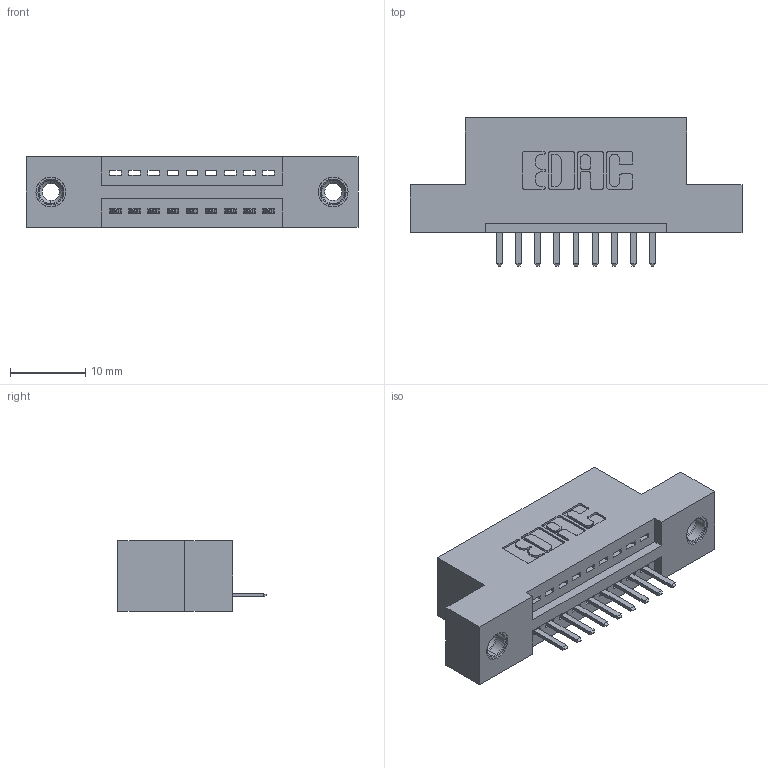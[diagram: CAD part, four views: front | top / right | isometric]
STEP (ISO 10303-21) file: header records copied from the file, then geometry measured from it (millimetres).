
FILE_DESCRIPTION (( 'STEP AP203' ), '1' );
FILE_NAME ('395-009-520-108.STEP', '2019-10-15T19:39:39', ( '' ), ( '' ), 'SwSTEP 2.0', 'SolidWorks 2016', '' );
FILE_SCHEMA (( 'CONFIG_CONTROL_DESIGN' ));
Length unit declared in the file: inch
Products named in the file (4): 345 Part_Flush Mounting Lugs - 0.156 Dia-TI; 345-292-001_345-293-120; 345-250-001_345-250-003-102; 395-009-520-108
Assembly tree (12 placements, depth 2):
  395-009-520-108
    345 Part_Flush Mounting Lugs - 0.156 Dia-TI
    345-292-001_345-293-120  x9
    345-250-001_345-250-003-102  x2
Bounding box: 44.07 x 19.68 x 9.4 mm (x, y, z)
Volume: 3883 mm3; surface area: 4646.1 mm2
Topology: 12 solids, 12 shells, 744 faces, 2133 edges, 1390 vertices
Faces by surface type: plane 490, cylinder 238, cone 12, torus 4
Entity records: 12516 total; most frequent: CARTESIAN_POINT 2162, ORIENTED_EDGE 2086, DIRECTION 1951, EDGE_CURVE 1043, VECTOR 851, LINE 851, VERTEX_POINT 688, AXIS2_PLACEMENT_3D 550
